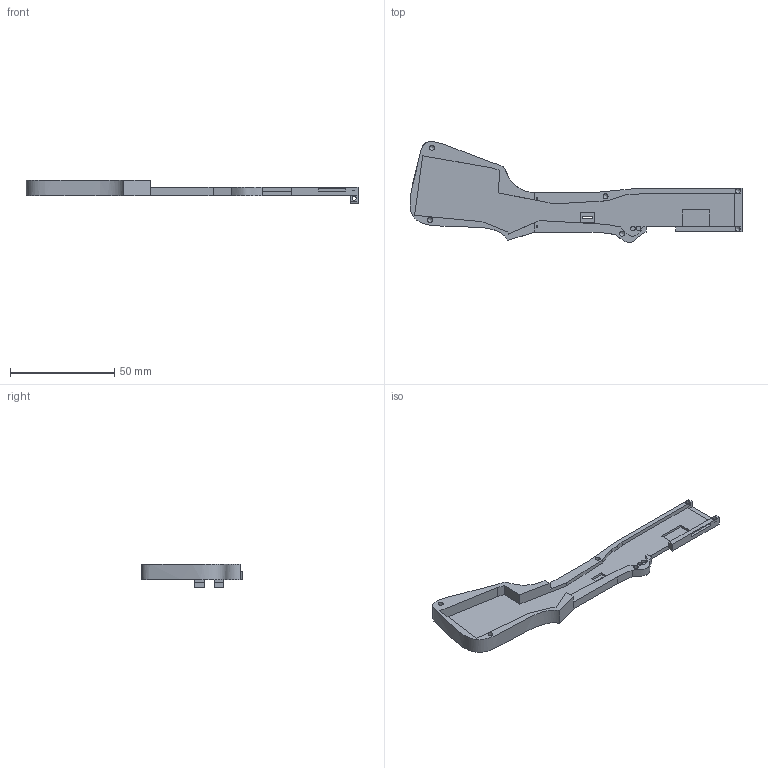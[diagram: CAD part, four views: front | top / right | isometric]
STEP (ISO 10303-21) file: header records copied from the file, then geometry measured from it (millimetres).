
FILE_DESCRIPTION(/* description */ (''),/* implementation_level */ '2;1');
FILE_NAME(/* name */ 'Left casing.step',/* time_stamp */ '2025-08-15T06:12:53+08:00',/* author */ (''),/* organization */ (''),/* preprocessor_version */ 'ST-DEVELOPER v20.1',/* originating_system */ 'Autodesk Translation Framework v14.10.0.0',/* authorisation */ '');
FILE_SCHEMA (('AUTOMOTIVE_DESIGN { 1 0 10303 214 3 1 1 }'));
Length unit declared in the file: millimetre
Products named in the file (4): Casing; 7.5mm Thickness 1; Hinge 1; Hinge 2
Assembly tree (3 placements, depth 2):
  Casing
    7.5mm Thickness 1
    Hinge 1
    Hinge 2
Bounding box: 159.48 x 48.43 x 11.5 mm (x, y, z)
Volume: 12255.1 mm3; surface area: 11609.2 mm2
Topology: 3 solids, 3 shells, 107 faces, 296 edges, 195 vertices
Faces by surface type: plane 78, cylinder 16, cone 9, bspline 4
Full cylindrical faces by diameter (mm): 2.236 x2, 2.4 x4
Entity records: 3787 total; most frequent: CARTESIAN_POINT 974, ORIENTED_EDGE 576, DIRECTION 531, EDGE_CURVE 288, LINE 239, VECTOR 239, VERTEX_POINT 195, AXIS2_PLACEMENT_3D 146
